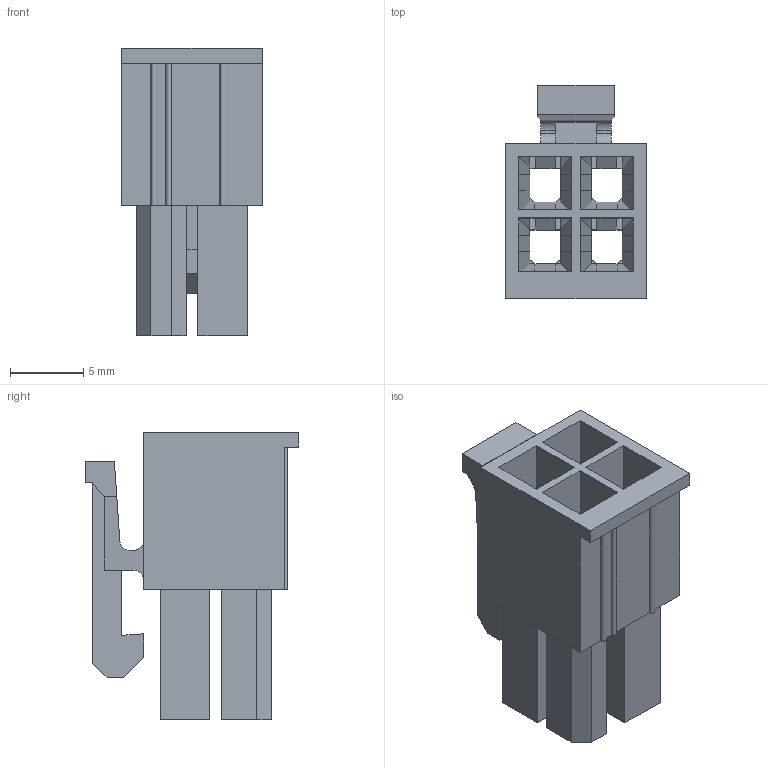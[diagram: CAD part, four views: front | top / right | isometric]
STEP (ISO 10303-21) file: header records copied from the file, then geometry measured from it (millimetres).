
FILE_DESCRIPTION(/* description */ ('Unknown'),/* implementation_level */ '2;1');
FILE_NAME(/* name */ '649004113322',/* time_stamp */ '2019-08-21T08:21:27+02:00',/* author */ ('Unknown'),/* organization */ ('Unknown'),/* preprocessor_version */ 'ST-DEVELOPER v16.7',/* originating_system */ 'DEX',/* authorisation */ $);
FILE_SCHEMA (('AUTOMOTIVE_DESIGN {1 0 10303 214 3 1 1}'));
Length unit declared in the file: millimetre
Products named in the file (2): 6490xx113322; 649004113322
Assembly tree (1 placements, depth 2):
  6490xx113322
    649004113322
Bounding box: 9.6 x 14.6 x 19.6 mm (x, y, z)
Volume: 836.8 mm3; surface area: 2184.6 mm2
Topology: 1 solids, 1 shells, 282 faces, 744 edges, 468 vertices
Faces by surface type: plane 274, cylinder 8
Entity records: 8503 total; most frequent: CARTESIAN_POINT 1496, ORIENTED_EDGE 1488, DIRECTION 1330, EDGE_CURVE 744, LINE 726, VECTOR 726, VERTEX_POINT 468, AXIS2_PLACEMENT_3D 302
